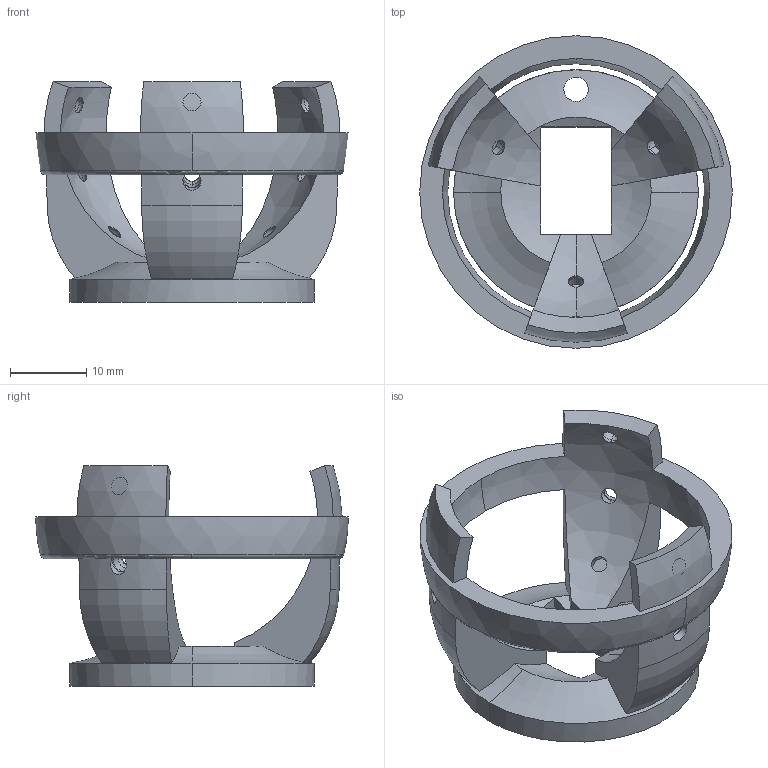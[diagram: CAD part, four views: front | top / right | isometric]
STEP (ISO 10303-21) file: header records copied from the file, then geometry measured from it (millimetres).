
FILE_DESCRIPTION(/* description */ ('STEP AP242 Edition 2','CAx-IF Rec.Pracs.---Representation and Presentation of Product Manufacturing Information (PMI)---4.0---2014-10-13','CAx-IF Rec.Pracs.---3D Tessellated Geometry---0.4---2014-09-14','2;1','CAx-IF Rec.Pracs.---User Defined Attributes---1.5---2016-08-15'),/* implementation_level */ '2;1');
FILE_NAME(/* name */ 'Part Studio 1 - pmw3610_holder',/* time_stamp */ '2025-12-22T14:16:01Z',/* author */ (''),/* organization */ (''),/* preprocessor_version */ 'ST-DEVELOPER v20',/* originating_system */ 'ONSHAPE BY PTC INC, 1.208',/* authorisation */ ' ');
FILE_SCHEMA (('AP242_MANAGED_MODEL_BASED_3D_ENGINEERING_MIM_LF { 1 0 10303 442 3 1 4 }'));
Length unit declared in the file: metre
Products named in the file (1): pmw3610_holder
Bounding box: 40.96 x 40.96 x 28.93 mm (x, y, z)
Volume: 7477.5 mm3; surface area: 5809.8 mm2
Topology: 1 solids, 1 shells, 155 faces, 452 edges, 292 vertices
Faces by surface type: cone 55, sphere 45, cylinder 27, plane 21, torus 7
Entity records: 5390 total; most frequent: DIRECTION 1040, CARTESIAN_POINT 1006, ORIENTED_EDGE 904, AXIS2_PLACEMENT_3D 460, EDGE_CURVE 452, CIRCLE 304, VERTEX_POINT 292, EDGE_LOOP 164
